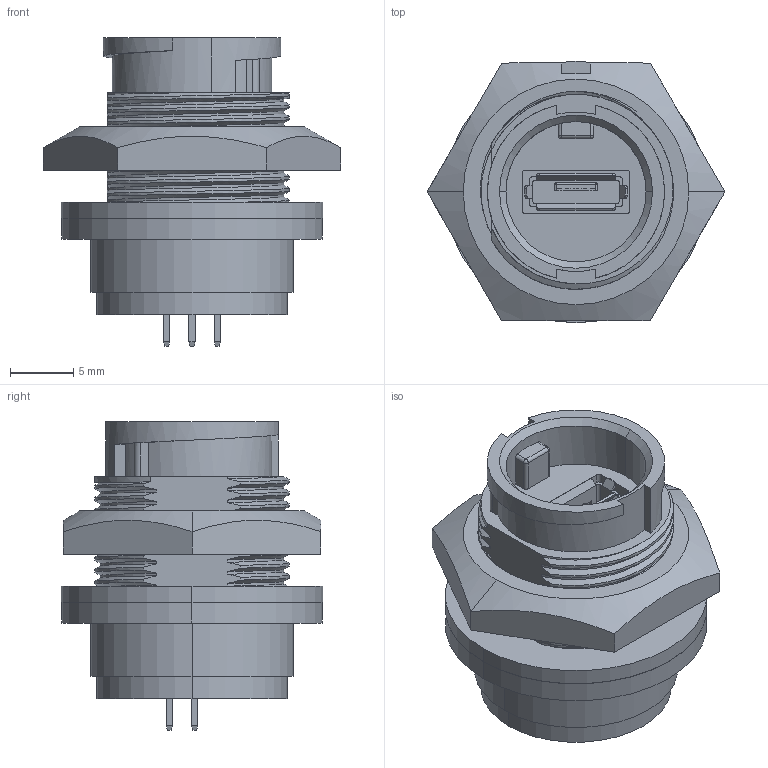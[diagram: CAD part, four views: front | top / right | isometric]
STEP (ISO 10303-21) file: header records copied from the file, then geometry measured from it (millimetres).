
FILE_DESCRIPTION (( 'STEP AP203' ), '1' );
FILE_NAME ('DCP-USBCB-HD.STEP', '2014-11-03T17:12:59', ( '' ), ( '' ), 'SwSTEP 2.0', 'SolidWorks 2014', '' );
FILE_SCHEMA (( 'CONFIG_CONTROL_DESIGN' ));
Length unit declared in the file: inch
Products named in the file (1): DCP-USBCB-HD
Bounding box: 23.46 x 20.62 x 24.32 mm (x, y, z)
Volume: 4121.8 mm3; surface area: 3156.6 mm2
Topology: 2 solids, 3 shells, 354 faces, 944 edges, 611 vertices
Faces by surface type: plane 212, cylinder 97, bspline 37, cone 4, sphere 4
Entity records: 23799 total; most frequent: CARTESIAN_POINT 15373, ORIENTED_EDGE 1880, DIRECTION 1547, EDGE_CURVE 940, LINE 633, VECTOR 633, VERTEX_POINT 611, AXIS2_PLACEMENT_3D 457
